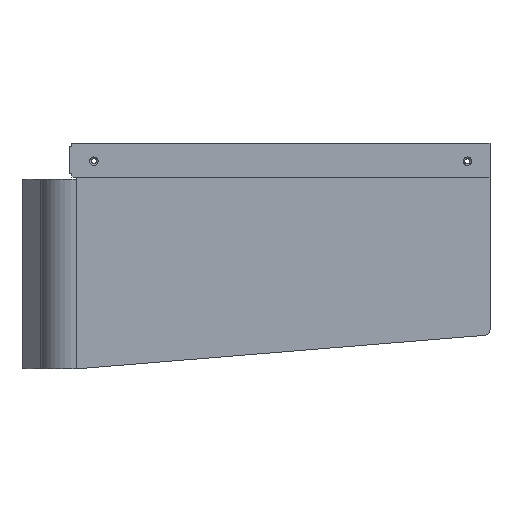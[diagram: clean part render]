
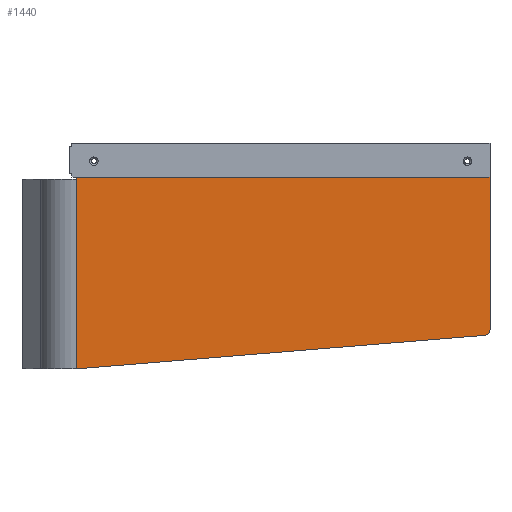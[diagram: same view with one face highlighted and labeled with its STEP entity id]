
A CAD part, left-side view. The second image highlights one B-rep face of the part: STEP entity #1440.
In plain terms, the highlighted planar face has unit normal (-1, 0, 0).
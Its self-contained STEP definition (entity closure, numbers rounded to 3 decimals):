
#238=DIRECTION('',(0.,-1.,0.));
#239=VECTOR('',#238,365.426);
#240=CARTESIAN_POINT('',(-151.5,180.926,2.));
#241=LINE('',#240,#239);
#242=DIRECTION('',(0.,0.,-1.));
#243=VECTOR('',#242,134.894);
#244=CARTESIAN_POINT('',(-151.5,-184.5,2.));
#245=LINE('',#244,#243);
#246=CARTESIAN_POINT('',(-151.5,-179.5,-132.894));
#247=DIRECTION('',(1.,0.,0.));
#248=DIRECTION('',(0.,-1.,0.));
#249=AXIS2_PLACEMENT_3D('',#246,#247,#248);
#251=DIRECTION('',(0.,0.997,-0.082));
#252=VECTOR('',#251,362.034);
#253=CARTESIAN_POINT('',(-151.5,-179.909,-137.877));
#254=LINE('',#253,#252);
#255=DIRECTION('',(0.,1.,0.));
#256=VECTOR('',#255,0.015);
#257=CARTESIAN_POINT('',(-151.5,180.911,-167.5));
#258=LINE('',#257,#256);
#268=DIRECTION('',(0.,0.,-1.));
#269=VECTOR('',#268,169.5);
#270=CARTESIAN_POINT('',(-151.5,180.926,2.));
#271=LINE('',#270,#269);
#906=CARTESIAN_POINT('',(-151.5,-184.5,2.));
#907=VERTEX_POINT('',#906);
#908=CARTESIAN_POINT('',(-151.5,180.926,2.));
#909=VERTEX_POINT('',#908);
#914=CARTESIAN_POINT('',(-151.5,-184.5,-132.894));
#915=VERTEX_POINT('',#914);
#928=CARTESIAN_POINT('',(-151.5,-179.909,-137.877));
#929=CARTESIAN_POINT('',(-151.5,180.911,-167.5));
#930=VERTEX_POINT('',#928);
#931=VERTEX_POINT('',#929);
#932=CARTESIAN_POINT('',(-151.5,180.926,-167.5));
#933=VERTEX_POINT('',#932);
#1424=CARTESIAN_POINT('',(-151.5,-184.5,0.));
#1425=DIRECTION('',(1.,0.,0.));
#1426=DIRECTION('',(0.,1.,0.));
#1427=AXIS2_PLACEMENT_3D('',#1424,#1425,#1426);
#1428=PLANE('',#1427);
#1430=ORIENTED_EDGE('',*,*,#1429,.F.);
#1431=ORIENTED_EDGE('',*,*,#1305,.T.);
#1432=ORIENTED_EDGE('',*,*,#1329,.T.);
#1434=ORIENTED_EDGE('',*,*,#1433,.T.);
#1435=ORIENTED_EDGE('',*,*,#1414,.T.);
#1437=ORIENTED_EDGE('',*,*,#1436,.T.);
#1438=EDGE_LOOP('',(#1430,#1431,#1432,#1434,#1435,#1437));
#1439=FACE_OUTER_BOUND('',#1438,.F.);
#1440=ADVANCED_FACE('',(#1439),#1428,.F.);
#250=CIRCLE('',#249,5.);
#1305=EDGE_CURVE('',#909,#907,#241,.T.);
#1329=EDGE_CURVE('',#907,#915,#245,.T.);
#1414=EDGE_CURVE('',#930,#931,#254,.T.);
#1429=EDGE_CURVE('',#909,#933,#271,.T.);
#1433=EDGE_CURVE('',#915,#930,#250,.T.);
#1436=EDGE_CURVE('',#931,#933,#258,.T.);
